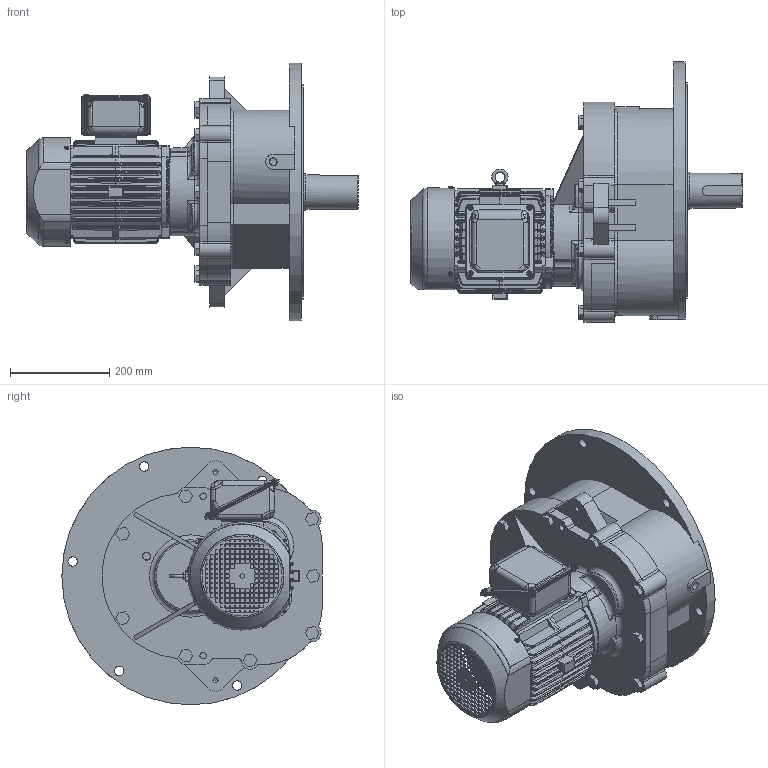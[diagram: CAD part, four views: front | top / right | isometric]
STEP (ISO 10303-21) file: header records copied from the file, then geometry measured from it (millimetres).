
FILE_DESCRIPTION (( 'STEP AP214' ), '1' );
FILE_NAME ('EK2DO07785H001_F1VM27_2.2kw_R100.stp', '2022-07-05T00:29:50', ( 'Windows 餌辨濠' ), ( '' ), 'SwSTEP 2.0', 'SolidWorks 2021', '' );
FILE_SCHEMA (( 'AUTOMOTIVE_DESIGN' ));
Length unit declared in the file: millimetre
Products named in the file (1): EK2DO07785H001_F1VM27_2.2kw_R100
Bounding box: 670 x 525.15 x 520 mm (x, y, z)
Volume: 35014388.5 mm3; surface area: 1691688.2 mm2
Topology: 15 solids, 26 shells, 3722 faces, 9892 edges, 6234 vertices
Faces by surface type: cylinder 1461, plane 1420, bspline 619, torus 110, sphere 58, cone 54
Full cylindrical faces by diameter (mm): 2.7 x2, 4.917 x8, 5 x7, 6 x5, 6.647 x14, 7 x12, 8 x9, 9 x4, 10.2 x2, 10.5 x4, 13 x2, 14.3 x1, 16 x10, 18 x10, 19 x6, 42 x1, 62 x1, 70 x1, 72 x1, 75 x1, 80 x1, 90 x1, 182 x2, 415 x1, 435 x1, 520 x1
Entity records: 135596 total; most frequent: CARTESIAN_POINT 46483, ORIENTED_EDGE 19242, DIRECTION 17153, EDGE_CURVE 9621, VERTEX_POINT 6161, AXIS2_PLACEMENT_3D 6146, LINE 4861, VECTOR 4861
